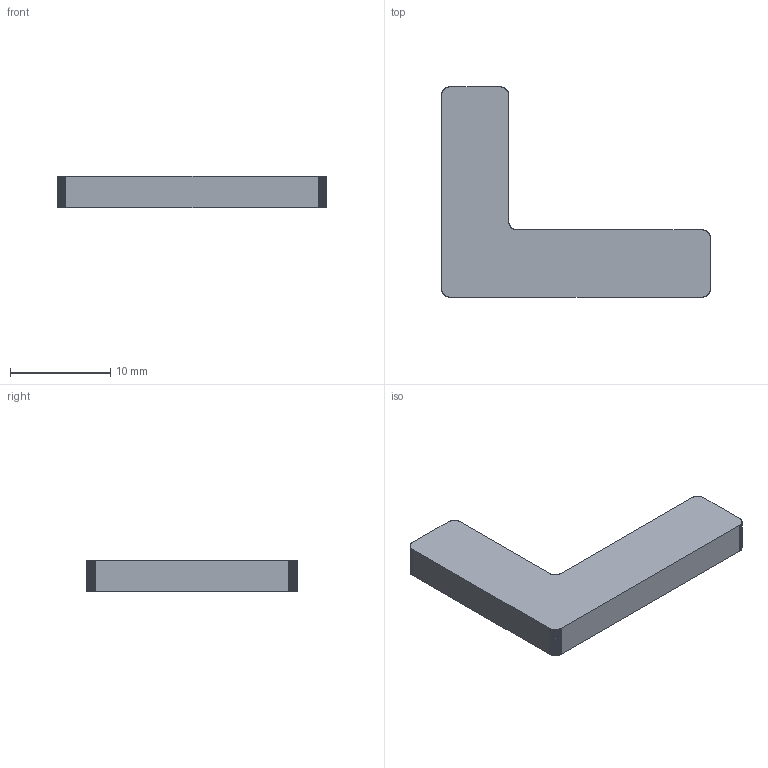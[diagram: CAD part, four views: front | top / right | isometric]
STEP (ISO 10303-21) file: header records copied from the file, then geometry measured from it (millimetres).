
FILE_DESCRIPTION(/* description */ (''),/* implementation_level */ '2;1');
FILE_NAME(/* name */ 'Ell.step',/* time_stamp */ '2019-08-13T21:41:42-04:00',/* author */ (''),/* organization */ (''),/* preprocessor_version */ 'ST-DEVELOPER v18',/* originating_system */ 'Autodesk Translation Framework v8.2.0.1029',/* authorisation */ '');
FILE_SCHEMA (('AUTOMOTIVE_DESIGN { 1 0 10303 214 3 1 1 }'));
Length unit declared in the file: millimetre
Products named in the file (1): (Unsaved)
Bounding box: 26.88 x 21 x 3.17 mm (x, y, z)
Volume: 876.4 mm3; surface area: 849.2 mm2
Topology: 1 solids, 1 shells, 548 faces, 1638 edges, 1092 vertices
Faces by surface type: plane 548
Entity records: 18075 total; most frequent: CARTESIAN_POINT 3279, ORIENTED_EDGE 3276, DIRECTION 2736, LINE 1638, VECTOR 1638, EDGE_CURVE 1638, VERTEX_POINT 1092, AXIS2_PLACEMENT_3D 549
